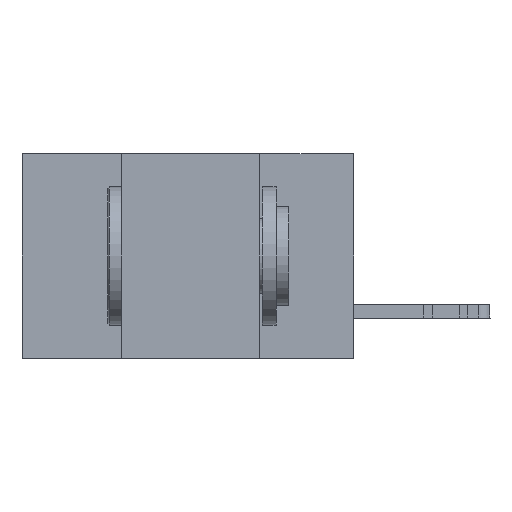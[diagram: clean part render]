
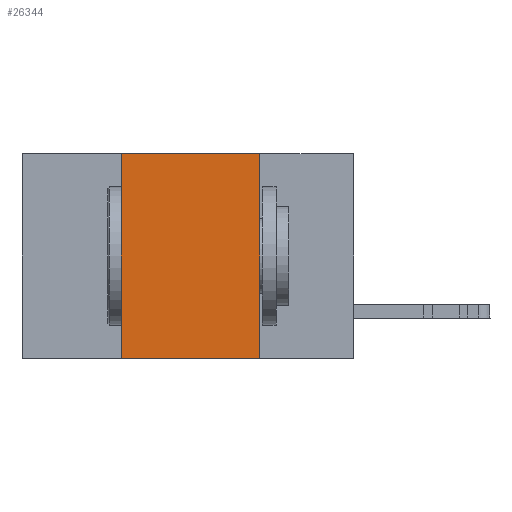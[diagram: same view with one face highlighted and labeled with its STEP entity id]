
A CAD part, left-side view. The second image highlights one B-rep face of the part: STEP entity #26344.
In plain terms, the highlighted planar face has unit normal (-1, 0, 0).
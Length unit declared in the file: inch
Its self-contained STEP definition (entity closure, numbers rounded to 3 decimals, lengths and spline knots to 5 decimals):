
#1145 = DIRECTION ( 'NONE',  ( 0., -1., 0. ) ) ;
#1543 = VERTEX_POINT ( 'NONE', #4807 ) ;
#3919 = CARTESIAN_POINT ( 'NONE',  ( 0., 0.17, 0. ) ) ;
#4035 = EDGE_CURVE ( 'NONE', #34100, #13751, #30426, .T. ) ;
#4265 = CARTESIAN_POINT ( 'NONE',  ( 0., 0.42, 0. ) ) ;
#4472 = AXIS2_PLACEMENT_3D ( 'NONE', #27512, #6629, #21470 ) ;
#4807 = CARTESIAN_POINT ( 'NONE',  ( 0., 0.42, 0. ) ) ;
#6629 = DIRECTION ( 'NONE',  ( 1., 0., 0. ) ) ;
#7997 = DIRECTION ( 'NONE',  ( 0., 0., 1. ) ) ;
#8299 = CARTESIAN_POINT ( 'NONE',  ( 0., 0.42, -0.37 ) ) ;
#9902 = EDGE_CURVE ( 'NONE', #14992, #13751, #36887, .T. ) ;
#11341 = EDGE_LOOP ( 'NONE', ( #19220, #32502, #15277, #36769 ) ) ;
#11711 = CARTESIAN_POINT ( 'NONE',  ( 0., 0.6, 0. ) ) ;
#12499 = VECTOR ( 'NONE', #7997, 39.37008 ) ;
#13751 = VERTEX_POINT ( 'NONE', #42770 ) ;
#14254 = FACE_OUTER_BOUND ( 'NONE', #11341, .T. ) ;
#14992 = VERTEX_POINT ( 'NONE', #47462 ) ;
#15277 = ORIENTED_EDGE ( 'NONE', *, *, #23033, .F. ) ;
#18844 = LINE ( 'NONE', #4265, #12499 ) ;
#19220 = ORIENTED_EDGE ( 'NONE', *, *, #9902, .F. ) ;
#20613 = PLANE ( 'NONE',  #4472 ) ;
#21470 = DIRECTION ( 'NONE',  ( 0., 0., -1. ) ) ;
#22922 = LINE ( 'NONE', #11711, #32168 ) ;
#23033 = EDGE_CURVE ( 'NONE', #34100, #1543, #18844, .T. ) ;
#24138 = VECTOR ( 'NONE', #36100, 39.37008 ) ;
#26344 = ADVANCED_FACE ( 'NONE', ( #14254 ), #20613, .F. ) ;
#27512 = CARTESIAN_POINT ( 'NONE',  ( 0., 0.6, 0. ) ) ;
#30426 = LINE ( 'NONE', #47077, #24138 ) ;
#32168 = VECTOR ( 'NONE', #1145, 39.37008 ) ;
#32502 = ORIENTED_EDGE ( 'NONE', *, *, #43670, .F. ) ;
#33920 = VECTOR ( 'NONE', #47787, 39.37008 ) ;
#34100 = VERTEX_POINT ( 'NONE', #8299 ) ;
#36100 = DIRECTION ( 'NONE',  ( 0., -1., 0. ) ) ;
#36769 = ORIENTED_EDGE ( 'NONE', *, *, #4035, .T. ) ;
#36887 = LINE ( 'NONE', #3919, #33920 ) ;
#42770 = CARTESIAN_POINT ( 'NONE',  ( 0., 0.17, -0.37 ) ) ;
#43670 = EDGE_CURVE ( 'NONE', #1543, #14992, #22922, .T. ) ;
#47077 = CARTESIAN_POINT ( 'NONE',  ( 0., 0.6, -0.37 ) ) ;
#47462 = CARTESIAN_POINT ( 'NONE',  ( 0., 0.17, 0. ) ) ;
#47787 = DIRECTION ( 'NONE',  ( 0., 0., -1. ) ) ;
